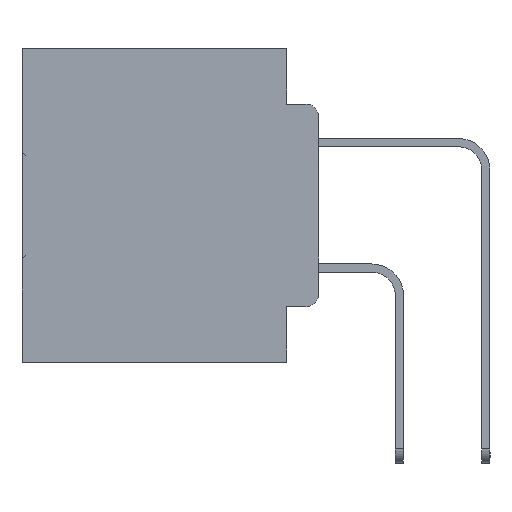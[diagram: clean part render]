
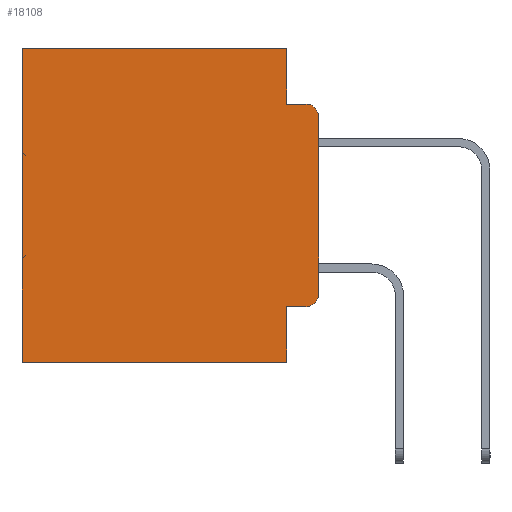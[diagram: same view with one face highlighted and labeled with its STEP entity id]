
A CAD part, left-side view. The second image highlights one B-rep face of the part: STEP entity #18108.
In plain terms, the highlighted planar face has unit normal (-1, 0, 0).
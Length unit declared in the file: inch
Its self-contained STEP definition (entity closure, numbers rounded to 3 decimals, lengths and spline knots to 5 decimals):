
#1139 = VERTEX_POINT ( 'NONE', #26273 ) ;
#1299 = ORIENTED_EDGE ( 'NONE', *, *, #10747, .T. ) ;
#1426 = VERTEX_POINT ( 'NONE', #1916 ) ;
#1820 = CARTESIAN_POINT ( 'NONE',  ( 0.298, 0.051, 0. ) ) ;
#1916 = CARTESIAN_POINT ( 'NONE',  ( 0.298, 0.02, -0.4115 ) ) ;
#2075 = VECTOR ( 'NONE', #20536, 39.37008 ) ;
#2366 = DIRECTION ( 'NONE',  ( 0., 0., -1. ) ) ;
#2440 = CIRCLE ( 'NONE', #23383, 0.02 ) ;
#3551 = VERTEX_POINT ( 'NONE', #36196 ) ;
#3812 = EDGE_CURVE ( 'NONE', #34073, #1139, #28030, .T. ) ;
#4070 = CARTESIAN_POINT ( 'NONE',  ( 0.298, 0., 0. ) ) ;
#4083 = CARTESIAN_POINT ( 'NONE',  ( 0.298, 0.473, -0.5 ) ) ;
#4272 = VECTOR ( 'NONE', #21875, 39.37008 ) ;
#4431 = CARTESIAN_POINT ( 'NONE',  ( 0.298, 0., -0.3915 ) ) ;
#4473 = CIRCLE ( 'NONE', #21209, 0.02 ) ;
#4928 = CARTESIAN_POINT ( 'NONE',  ( 0.298, 0.051, 0. ) ) ;
#5177 = CARTESIAN_POINT ( 'NONE',  ( 0.298, 0., 0. ) ) ;
#5181 = DIRECTION ( 'NONE',  ( 0., -1., 0. ) ) ;
#5911 = CARTESIAN_POINT ( 'NONE',  ( 0.298, 0.051, -0.0885 ) ) ;
#5958 = EDGE_CURVE ( 'NONE', #15831, #3551, #19524, .T. ) ;
#6114 = DIRECTION ( 'NONE',  ( 0., 0., -1. ) ) ;
#6934 = CARTESIAN_POINT ( 'NONE',  ( 0.298, 0.02, -0.0885 ) ) ;
#7732 = VECTOR ( 'NONE', #13543, 39.37008 ) ;
#8247 = ORIENTED_EDGE ( 'NONE', *, *, #19819, .T. ) ;
#8673 = EDGE_CURVE ( 'NONE', #15831, #1426, #27486, .T. ) ;
#8920 = CARTESIAN_POINT ( 'NONE',  ( 0.298, 0.02, -0.3915 ) ) ;
#9437 = CARTESIAN_POINT ( 'NONE',  ( 0.298, 0.02, -0.1085 ) ) ;
#10079 = LINE ( 'NONE', #4070, #4272 ) ;
#10204 = VERTEX_POINT ( 'NONE', #4083 ) ;
#10747 = EDGE_CURVE ( 'NONE', #31875, #25507, #2440, .T. ) ;
#11692 = DIRECTION ( 'NONE',  ( 0., 0., -1. ) ) ;
#12028 = ORIENTED_EDGE ( 'NONE', *, *, #26054, .T. ) ;
#12087 = ORIENTED_EDGE ( 'NONE', *, *, #21565, .T. ) ;
#12427 = DIRECTION ( 'NONE',  ( 0., 0., -1. ) ) ;
#12705 = CARTESIAN_POINT ( 'NONE',  ( 0.298, 0., -0.5 ) ) ;
#13071 = DIRECTION ( 'NONE',  ( 0., 0., -1. ) ) ;
#13267 = LINE ( 'NONE', #12705, #21189 ) ;
#13429 = ORIENTED_EDGE ( 'NONE', *, *, #19759, .F. ) ;
#13543 = DIRECTION ( 'NONE',  ( 0., 0., -1. ) ) ;
#15361 = ORIENTED_EDGE ( 'NONE', *, *, #3812, .F. ) ;
#15831 = VERTEX_POINT ( 'NONE', #25144 ) ;
#16258 = CARTESIAN_POINT ( 'NONE',  ( 0.298, 0., 0. ) ) ;
#17454 = VECTOR ( 'NONE', #5181, 39.37008 ) ;
#17711 = LINE ( 'NONE', #5911, #2075 ) ;
#18108 = ADVANCED_FACE ( 'NONE', ( #19055 ), #27147, .F. ) ;
#18131 = DIRECTION ( 'NONE',  ( 0., 1., 0. ) ) ;
#18502 = DIRECTION ( 'NONE',  ( 1., 0., 0. ) ) ;
#19055 = FACE_OUTER_BOUND ( 'NONE', #36315, .T. ) ;
#19497 = EDGE_CURVE ( 'NONE', #3551, #10204, #13267, .T. ) ;
#19524 = LINE ( 'NONE', #24609, #7732 ) ;
#19759 = EDGE_CURVE ( 'NONE', #1139, #25507, #17711, .T. ) ;
#19819 = EDGE_CURVE ( 'NONE', #1426, #22586, #4473, .T. ) ;
#20190 = VERTEX_POINT ( 'NONE', #23817 ) ;
#20536 = DIRECTION ( 'NONE',  ( 0., -1., 0. ) ) ;
#20858 = DIRECTION ( 'NONE',  ( -1., 0., 0. ) ) ;
#21189 = VECTOR ( 'NONE', #18131, 39.37008 ) ;
#21209 = AXIS2_PLACEMENT_3D ( 'NONE', #8920, #31773, #6114 ) ;
#21565 = EDGE_CURVE ( 'NONE', #20190, #10204, #34925, .T. ) ;
#21875 = DIRECTION ( 'NONE',  ( 0., 0., -1. ) ) ;
#22586 = VERTEX_POINT ( 'NONE', #4431 ) ;
#23233 = VECTOR ( 'NONE', #2366, 39.37008 ) ;
#23383 = AXIS2_PLACEMENT_3D ( 'NONE', #9437, #20858, #12427 ) ;
#23817 = CARTESIAN_POINT ( 'NONE',  ( 0.298, 0.473, 0. ) ) ;
#24609 = CARTESIAN_POINT ( 'NONE',  ( 0.298, 0.051, 0. ) ) ;
#25144 = CARTESIAN_POINT ( 'NONE',  ( 0.298, 0.051, -0.4115 ) ) ;
#25507 = VERTEX_POINT ( 'NONE', #6934 ) ;
#25589 = DIRECTION ( 'NONE',  ( 0., 1., 0. ) ) ;
#26054 = EDGE_CURVE ( 'NONE', #34073, #20190, #27855, .T. ) ;
#26273 = CARTESIAN_POINT ( 'NONE',  ( 0.298, 0.051, -0.0885 ) ) ;
#27147 = PLANE ( 'NONE',  #28883 ) ;
#27210 = EDGE_CURVE ( 'NONE', #31875, #22586, #10079, .T. ) ;
#27486 = LINE ( 'NONE', #36830, #17454 ) ;
#27855 = LINE ( 'NONE', #5177, #31695 ) ;
#27931 = VECTOR ( 'NONE', #11692, 39.37008 ) ;
#28030 = LINE ( 'NONE', #1820, #23233 ) ;
#28883 = AXIS2_PLACEMENT_3D ( 'NONE', #16258, #18502, #13071 ) ;
#31534 = CARTESIAN_POINT ( 'NONE',  ( 0.298, 0.473, 0. ) ) ;
#31600 = CARTESIAN_POINT ( 'NONE',  ( 0.298, 0., -0.1085 ) ) ;
#31695 = VECTOR ( 'NONE', #25589, 39.37008 ) ;
#31773 = DIRECTION ( 'NONE',  ( -1., 0., 0. ) ) ;
#31875 = VERTEX_POINT ( 'NONE', #31600 ) ;
#33778 = ORIENTED_EDGE ( 'NONE', *, *, #8673, .T. ) ;
#34073 = VERTEX_POINT ( 'NONE', #4928 ) ;
#34163 = ORIENTED_EDGE ( 'NONE', *, *, #5958, .F. ) ;
#34438 = ORIENTED_EDGE ( 'NONE', *, *, #19497, .F. ) ;
#34925 = LINE ( 'NONE', #31534, #27931 ) ;
#34996 = ORIENTED_EDGE ( 'NONE', *, *, #27210, .F. ) ;
#36196 = CARTESIAN_POINT ( 'NONE',  ( 0.298, 0.051, -0.5 ) ) ;
#36315 = EDGE_LOOP ( 'NONE', ( #34996, #1299, #13429, #15361, #12028, #12087, #34438, #34163, #33778, #8247 ) ) ;
#36830 = CARTESIAN_POINT ( 'NONE',  ( 0.298, 0.051, -0.4115 ) ) ;
